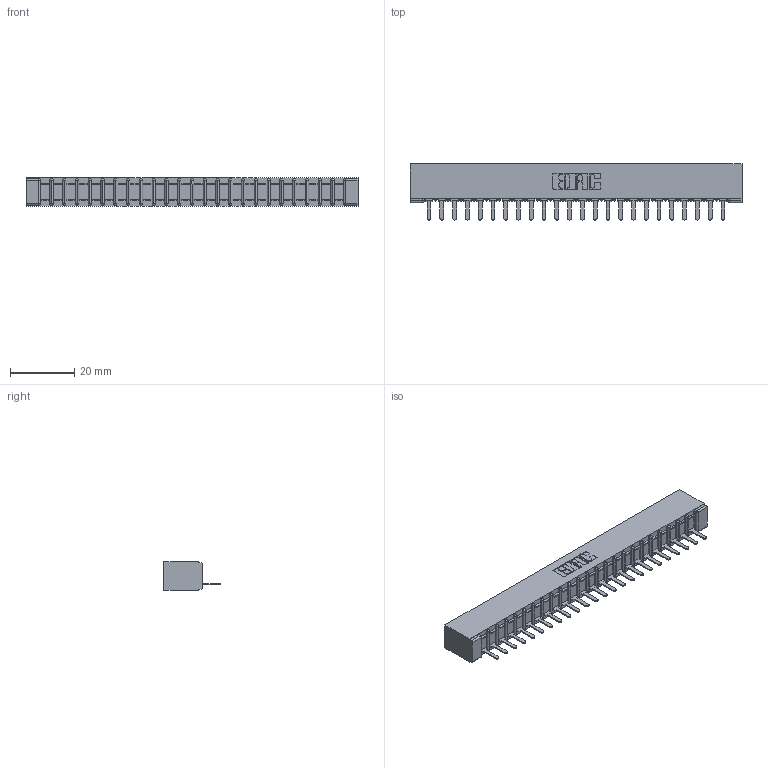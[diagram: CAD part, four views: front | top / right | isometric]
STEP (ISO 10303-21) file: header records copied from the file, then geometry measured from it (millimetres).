
FILE_DESCRIPTION (( 'STEP AP203' ), '1' );
FILE_NAME ('357-024-521-101.STEP', '2019-09-17T00:02:21', ( '' ), ( '' ), 'SwSTEP 2.0', 'SolidWorks 2016', '' );
FILE_SCHEMA (( 'CONFIG_CONTROL_DESIGN' ));
Length unit declared in the file: inch
Products named in the file (3): 357-024-521-101; 307-290-002_521; 307 Part_No Mounting Lugs
Assembly tree (25 placements, depth 2):
  357-024-521-101
    307 Part_No Mounting Lugs
    307-290-002_521  x24
Bounding box: 102.97 x 17.42 x 8.71 mm (x, y, z)
Volume: 7042.7 mm3; surface area: 13442.4 mm2
Topology: 25 solids, 25 shells, 1911 faces, 5867 edges, 3842 vertices
Faces by surface type: plane 1146, cylinder 715, sphere 50
Entity records: 23234 total; most frequent: CARTESIAN_POINT 3916, ORIENTED_EDGE 3906, DIRECTION 3811, EDGE_CURVE 1953, LINE 1489, VECTOR 1489, VERTEX_POINT 1266, AXIS2_PLACEMENT_3D 1161
